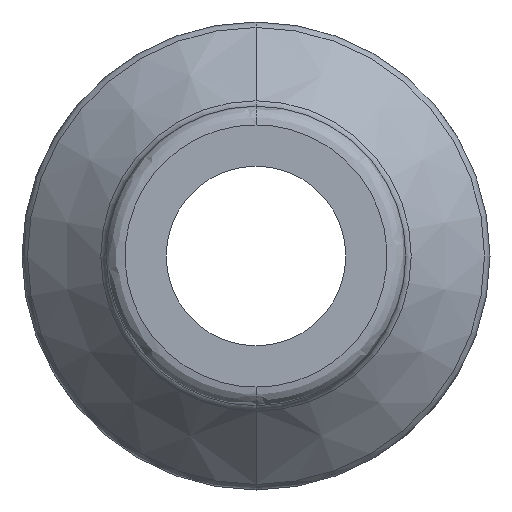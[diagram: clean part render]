
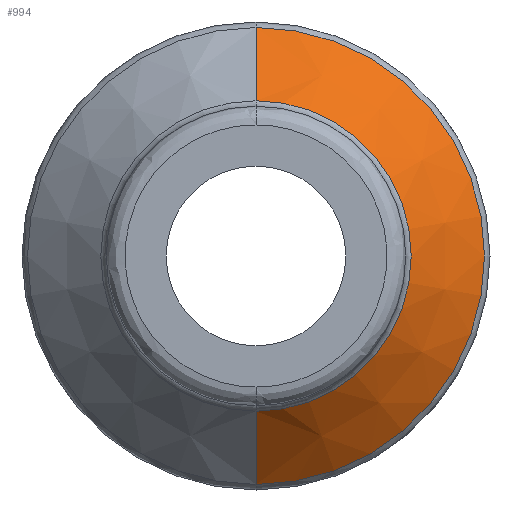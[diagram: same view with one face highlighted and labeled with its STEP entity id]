
A CAD part, front view. The second image highlights one B-rep face of the part: STEP entity #994.
In plain terms, the highlighted conical face has half-angle 45 degrees and reference radius 6.104 mm.
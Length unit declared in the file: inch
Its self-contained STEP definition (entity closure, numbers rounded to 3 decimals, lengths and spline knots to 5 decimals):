
#18 = ORIENTED_EDGE ( 'NONE', *, *, #1238, .T. ) ;
#80 = VERTEX_POINT ( 'NONE', #461 ) ;
#128 = DIRECTION ( 'NONE',  ( 0., 1., 0. ) ) ;
#129 = EDGE_CURVE ( 'NONE', #1269, #1066, #633, .T. ) ;
#191 = CARTESIAN_POINT ( 'NONE',  ( 0., 1.01786, 0. ) ) ;
#381 = DIRECTION ( 'NONE',  ( 0., 0., -1. ) ) ;
#386 = DIRECTION ( 'NONE',  ( 0., -1., 0. ) ) ;
#389 = CARTESIAN_POINT ( 'NONE',  ( 0., 0.9408, 0. ) ) ;
#392 = CARTESIAN_POINT ( 'NONE',  ( 0., 1.01786, 0.2403 ) ) ;
#422 = DIRECTION ( 'NONE',  ( 0., -1., 0. ) ) ;
#453 = DIRECTION ( 'NONE',  ( 0., 0.707, 0.707 ) ) ;
#461 = CARTESIAN_POINT ( 'NONE',  ( 0., 1.01786, -0.2403 ) ) ;
#499 = AXIS2_PLACEMENT_3D ( 'NONE', #389, #386, #381 ) ;
#509 = CARTESIAN_POINT ( 'NONE',  ( 0., 0.9408, 0.16325 ) ) ;
#633 = LINE ( 'NONE', #392, #1058 ) ;
#812 = ORIENTED_EDGE ( 'NONE', *, *, #1496, .T. ) ;
#845 = VERTEX_POINT ( 'NONE', #1216 ) ;
#874 = FACE_OUTER_BOUND ( 'NONE', #1428, .T. ) ;
#884 = EDGE_CURVE ( 'NONE', #845, #1269, #1355, .T. ) ;
#994 = ADVANCED_FACE ( 'NONE', ( #874 ), #1480, .T. ) ;
#1045 = VECTOR ( 'NONE', #1414, 39.37008 ) ;
#1058 = VECTOR ( 'NONE', #453, 39.37008 ) ;
#1066 = VERTEX_POINT ( 'NONE', #1235 ) ;
#1098 = ORIENTED_EDGE ( 'NONE', *, *, #884, .F. ) ;
#1162 = CARTESIAN_POINT ( 'NONE',  ( 0., 1.01786, -0.2403 ) ) ;
#1216 = CARTESIAN_POINT ( 'NONE',  ( 0., 0.9408, -0.16325 ) ) ;
#1218 = LINE ( 'NONE', #1162, #1045 ) ;
#1220 = CIRCLE ( 'NONE', #1242, 0.2403 ) ;
#1230 = ORIENTED_EDGE ( 'NONE', *, *, #129, .F. ) ;
#1235 = CARTESIAN_POINT ( 'NONE',  ( 0., 1.01786, 0.2403 ) ) ;
#1236 = CARTESIAN_POINT ( 'NONE',  ( 0., 1.01786, 0. ) ) ;
#1238 = EDGE_CURVE ( 'NONE', #845, #80, #1218, .T. ) ;
#1242 = AXIS2_PLACEMENT_3D ( 'NONE', #1236, #422, #1358 ) ;
#1269 = VERTEX_POINT ( 'NONE', #509 ) ;
#1305 = AXIS2_PLACEMENT_3D ( 'NONE', #191, #128, #1430 ) ;
#1355 = CIRCLE ( 'NONE', #499, 0.16325 ) ;
#1358 = DIRECTION ( 'NONE',  ( -1., 0., 0. ) ) ;
#1414 = DIRECTION ( 'NONE',  ( 0., 0.707, -0.707 ) ) ;
#1428 = EDGE_LOOP ( 'NONE', ( #1098, #18, #812, #1230 ) ) ;
#1430 = DIRECTION ( 'NONE',  ( 0., 0., 1. ) ) ;
#1480 = CONICAL_SURFACE ( 'NONE', #1305, 0.2403, 0.785 ) ;
#1496 = EDGE_CURVE ( 'NONE', #80, #1066, #1220, .T. ) ;
